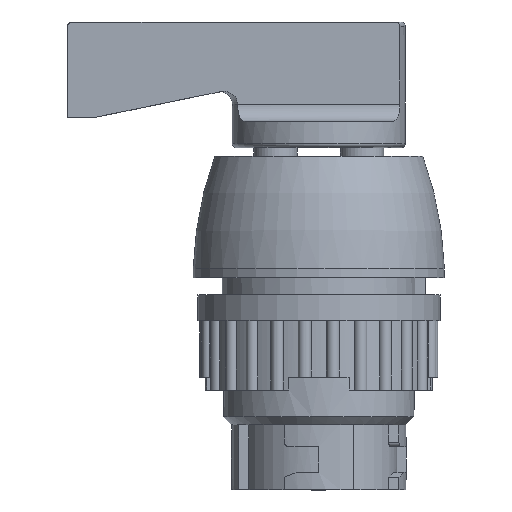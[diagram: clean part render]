
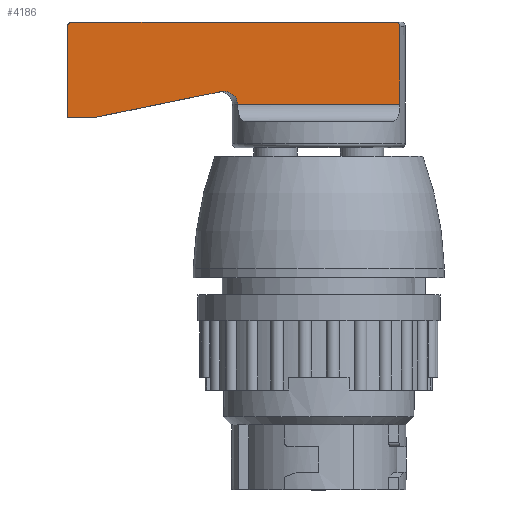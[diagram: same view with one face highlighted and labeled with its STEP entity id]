
A CAD part, top view. The second image highlights one B-rep face of the part: STEP entity #4186.
In plain terms, the highlighted planar face has unit normal (0, 0, 1).
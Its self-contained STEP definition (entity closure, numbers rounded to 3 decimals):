
#40=B_SPLINE_CURVE_WITH_KNOTS('',3,(#5601,#5602,#5603,#5604),
 .UNSPECIFIED.,.F.,.F.,(4,4),(0.001,0.001),
 .UNSPECIFIED.);
#50=B_SPLINE_CURVE_WITH_KNOTS('',3,(#6417,#6418,#6419,#6420),
 .UNSPECIFIED.,.F.,.F.,(4,4),(0.011,0.026),
 .UNSPECIFIED.);
#51=B_SPLINE_CURVE_WITH_KNOTS('',3,(#6422,#6423,#6424,#6425,#6426),
 .UNSPECIFIED.,.F.,.F.,(4,1,4),(0.007,0.008,
0.009),.UNSPECIFIED.);
#129=LINE('',#5552,#362);
#135=LINE('',#5593,#368);
#324=LINE('',#6408,#557);
#326=LINE('',#6415,#559);
#327=LINE('',#6427,#560);
#362=VECTOR('',#4592,1000.);
#368=VECTOR('',#4610,1000.);
#557=VECTOR('',#5435,1000.);
#559=VECTOR('',#5445,1000.);
#560=VECTOR('',#5446,1000.);
#1357=ORIENTED_EDGE('',*,*,#1488,.T.);
#1358=ORIENTED_EDGE('',*,*,#1890,.T.);
#1359=ORIENTED_EDGE('',*,*,#1887,.T.);
#1360=ORIENTED_EDGE('',*,*,#1891,.F.);
#1361=ORIENTED_EDGE('',*,*,#1892,.F.);
#1362=ORIENTED_EDGE('',*,*,#1893,.F.);
#1363=ORIENTED_EDGE('',*,*,#1894,.F.);
#1364=ORIENTED_EDGE('',*,*,#1502,.T.);
#1365=ORIENTED_EDGE('',*,*,#1504,.F.);
#1488=EDGE_CURVE('',#1932,#1934,#129,.T.);
#1502=EDGE_CURVE('',#1949,#1948,#135,.F.);
#1504=EDGE_CURVE('',#1932,#1948,#40,.T.);
#1887=EDGE_CURVE('',#2212,#2211,#324,.T.);
#1890=EDGE_CURVE('',#1934,#2212,#2413,.T.);
#1891=EDGE_CURVE('',#2213,#2211,#326,.T.);
#1892=EDGE_CURVE('',#2214,#2213,#50,.T.);
#1893=EDGE_CURVE('',#1942,#2214,#51,.T.);
#1894=EDGE_CURVE('',#1949,#1942,#327,.T.);
#1932=VERTEX_POINT('',#5547);
#1934=VERTEX_POINT('',#5551);
#1942=VERTEX_POINT('',#5572);
#1948=VERTEX_POINT('',#5592);
#1949=VERTEX_POINT('',#5594);
#2211=VERTEX_POINT('',#6407);
#2212=VERTEX_POINT('',#6409);
#2213=VERTEX_POINT('',#6416);
#2214=VERTEX_POINT('',#6421);
#2413=CIRCLE('',#4550,0.5);
#2572=EDGE_LOOP('',(#1357,#1358,#1359,#1360,#1361,#1362,#1363,#1364,#1365));
#2760=FACE_BOUND('',#2572,.T.);
#2853=PLANE('',#4551);
#4186=ADVANCED_FACE('',(#2760),#2853,.T.);
#4550=AXIS2_PLACEMENT_3D('',#6413,#5441,#5442);
#4551=AXIS2_PLACEMENT_3D('',#6414,#5443,#5444);
#4592=DIRECTION('',(-1.,0.,0.));
#4610=DIRECTION('',(0.,-1.,0.));
#5435=DIRECTION('',(0.,-1.,0.));
#5441=DIRECTION('',(0.,0.,1.));
#5442=DIRECTION('',(1.,0.,0.));
#5443=DIRECTION('',(0.,0.,1.));
#5444=DIRECTION('',(1.,0.,0.));
#5445=DIRECTION('',(-1.,0.,0.));
#5446=DIRECTION('',(-1.,0.,0.));
#5547=CARTESIAN_POINT('',(8.832,54.,3.5));
#5551=CARTESIAN_POINT('',(-28.5,54.,3.5));
#5552=CARTESIAN_POINT('',(0.,54.,3.5));
#5572=CARTESIAN_POINT('',(-9.367,44.5,3.5));
#5592=CARTESIAN_POINT('',(9.367,53.5,3.5));
#5593=CARTESIAN_POINT('',(9.367,39.5,3.5));
#5594=CARTESIAN_POINT('',(9.367,44.5,3.5));
#5601=CARTESIAN_POINT('',(8.832,54.,3.5));
#5602=CARTESIAN_POINT('',(9.103,54.,3.5));
#5603=CARTESIAN_POINT('',(9.367,53.771,3.5));
#5604=CARTESIAN_POINT('',(9.367,53.5,3.5));
#6407=CARTESIAN_POINT('',(-29.,43.,3.5));
#6408=CARTESIAN_POINT('',(-29.,53.5,3.5));
#6409=CARTESIAN_POINT('',(-29.,53.5,3.5));
#6413=CARTESIAN_POINT('',(-28.5,53.5,3.5));
#6414=CARTESIAN_POINT('',(-28.5,53.5,3.5));
#6415=CARTESIAN_POINT('',(-28.5,43.,3.5));
#6416=CARTESIAN_POINT('',(-25.763,43.,3.5));
#6417=CARTESIAN_POINT('',(-11.276,45.968,3.5));
#6418=CARTESIAN_POINT('',(-16.11,45.003,3.5));
#6419=CARTESIAN_POINT('',(-20.937,44.,3.5));
#6420=CARTESIAN_POINT('',(-25.763,43.,3.5));
#6421=CARTESIAN_POINT('',(-11.276,45.968,3.5));
#6422=CARTESIAN_POINT('',(-9.367,44.5,3.5));
#6423=CARTESIAN_POINT('',(-9.367,44.958,3.5));
#6424=CARTESIAN_POINT('',(-9.852,45.847,3.5));
#6425=CARTESIAN_POINT('',(-10.826,46.058,3.5));
#6426=CARTESIAN_POINT('',(-11.276,45.968,3.5));
#6427=CARTESIAN_POINT('',(11.,44.5,3.5));
